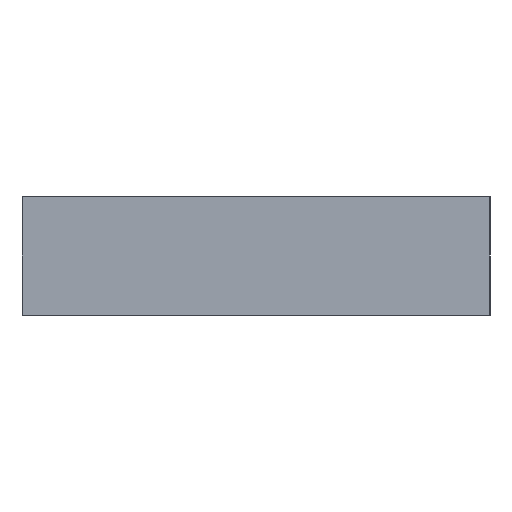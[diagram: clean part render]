
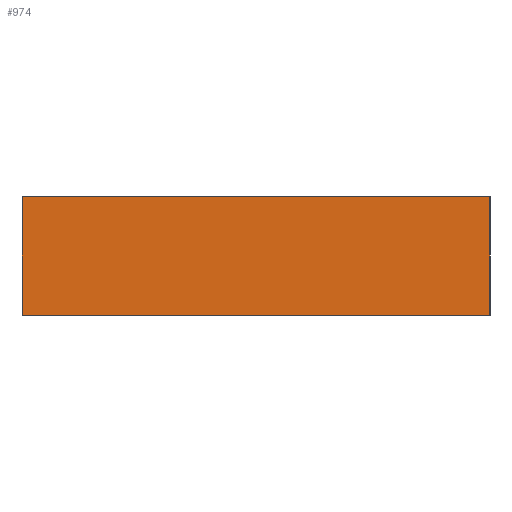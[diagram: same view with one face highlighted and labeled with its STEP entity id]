
A CAD part, left-side view. The second image highlights one B-rep face of the part: STEP entity #974.
In plain terms, the highlighted planar face has unit normal (-1, 0, 0).
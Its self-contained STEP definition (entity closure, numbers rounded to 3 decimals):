
#81=PLANE('',#1044);
#127=FACE_OUTER_BOUND('',#174,.T.);
#174=EDGE_LOOP('',(#835,#836,#837,#838));
#235=LINE('',#1374,#342);
#315=LINE('',#1546,#422);
#316=LINE('',#1549,#423);
#317=LINE('',#1550,#424);
#342=VECTOR('',#1131,10.);
#422=VECTOR('',#1281,10.);
#423=VECTOR('',#1284,10.);
#424=VECTOR('',#1285,10.);
#472=VERTEX_POINT('',#1367);
#475=VERTEX_POINT('',#1372);
#532=VERTEX_POINT('',#1544);
#533=VERTEX_POINT('',#1548);
#573=EDGE_CURVE('',#475,#472,#235,.T.);
#659=EDGE_CURVE('',#475,#532,#315,.T.);
#660=EDGE_CURVE('',#533,#532,#316,.T.);
#661=EDGE_CURVE('',#472,#533,#317,.T.);
#835=ORIENTED_EDGE('',*,*,#659,.T.);
#836=ORIENTED_EDGE('',*,*,#660,.F.);
#837=ORIENTED_EDGE('',*,*,#661,.F.);
#838=ORIENTED_EDGE('',*,*,#573,.F.);
#974=ADVANCED_FACE('',(#127),#81,.T.);
#1044=AXIS2_PLACEMENT_3D('',#1547,#1282,#1283);
#1131=DIRECTION('',(0.,1.,0.));
#1281=DIRECTION('',(0.,0.,1.));
#1282=DIRECTION('center_axis',(-1.,0.,0.));
#1283=DIRECTION('ref_axis',(0.,-1.,0.));
#1284=DIRECTION('',(0.,-1.,0.));
#1285=DIRECTION('',(0.,0.,1.));
#1367=CARTESIAN_POINT('',(-3.,3.,-40.));
#1372=CARTESIAN_POINT('',(-3.,-163.,-40.));
#1374=CARTESIAN_POINT('',(-3.,-163.,-40.));
#1544=CARTESIAN_POINT('',(-3.,-163.,2.));
#1546=CARTESIAN_POINT('',(-3.,-163.,0.));
#1547=CARTESIAN_POINT('Origin',(-3.,3.,0.));
#1548=CARTESIAN_POINT('',(-3.,3.,2.));
#1549=CARTESIAN_POINT('',(-3.,-163.,2.));
#1550=CARTESIAN_POINT('',(-3.,3.,0.));
